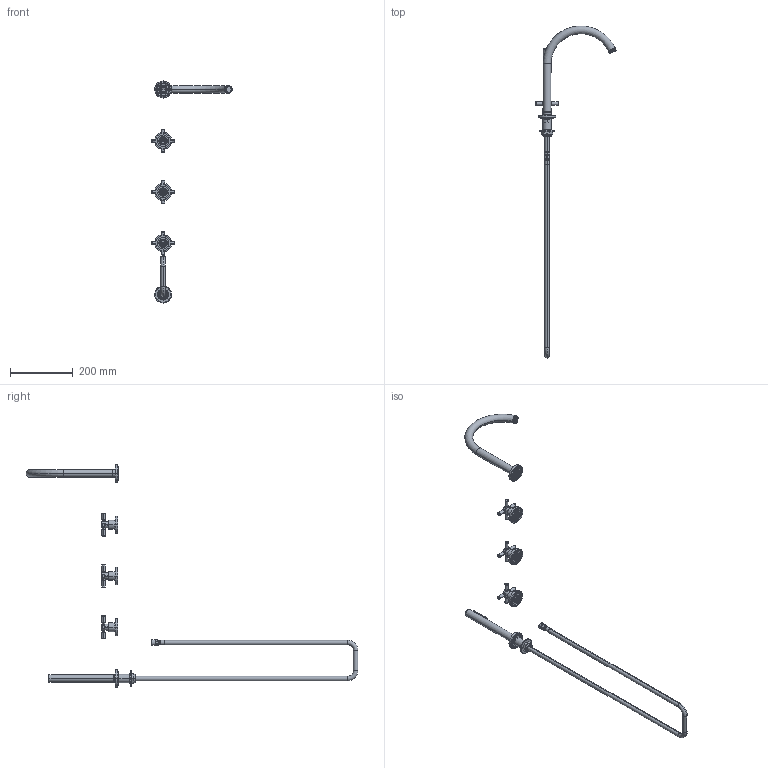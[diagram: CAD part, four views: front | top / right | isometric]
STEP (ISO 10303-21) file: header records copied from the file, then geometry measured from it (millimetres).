
FILE_DESCRIPTION((''),'2;1');
FILE_NAME('95220PGN_ASM','2019-04-03T',('UT'),(''),'PRO/ENGINEER BY PARAMETRIC TECHNOLOGY CORPORATION, 2009300','PRO/ENGINEER BY PARAMETRIC TECHNOLOGY CORPORATION, 2009300','');
FILE_SCHEMA(('CONFIG_CONTROL_DESIGN'));
Length unit declared in the file: millimetre
Products named in the file (22): MB2132; MB0581; ACF1275_1; ACF1275_2; ACF1275_ASM; AV0104; R4754CW_ASM; PIANTANA_1_2_TRATTO_CW_ASM; PIANT_1_2_TRATTO_CW_VIT_CALDA_ASM; MB2133; MB1199; AG0227; AC0772_AF1; ACF3030; AV0059; PIASTRA002; AG0058; AC0473_ASM; AC0238; AC2210; 95220PGN_BOCCA_ASM; 95220PGN_ASM
Assembly tree (34 placements, depth 4):
  95220PGN_ASM
    R4754CW_ASM
      MB2132
      MB0581
      ACF1275_ASM
        ACF1275_1
        ACF1275_2  x4
      AV0104
    PIANTANA_1_2_TRATTO_CW_ASM
      MB2132
      MB0581
      ACF1275_ASM
        ACF1275_1
        ACF1275_2  x4
      AV0104
    PIANT_1_2_TRATTO_CW_VIT_CALDA_ASM
      MB2132
      MB0581
      ACF1275_ASM
        ACF1275_1
        ACF1275_2  x4
      AV0104
    MB2133
    MB1199
    AG0227
    AC0772_AF1
    ACF3030
    AC0473_ASM
      AV0059
      PIASTRA002
      AG0058
    95220PGN_BOCCA_ASM
      AC0238
      MB2133
      AC2210
      AG0227
Bounding box: 257.46 x 1061.1 x 711 mm (x, y, z)
Volume: 504803.4 mm3; surface area: 268402.3 mm2
Topology: 36 solids, 36 shells, 1480 faces, 3226 edges, 1979 vertices
Faces by surface type: cylinder 524, plane 500, cone 220, torus 220, revolution 16
Entity records: 25421 total; most frequent: CARTESIAN_POINT 5561, DIRECTION 4516, ORIENTED_EDGE 3684, AXIS2_PLACEMENT_3D 1888, EDGE_CURVE 1842, VERTEX_POINT 1137, EDGE_LOOP 1021, CIRCLE 952
